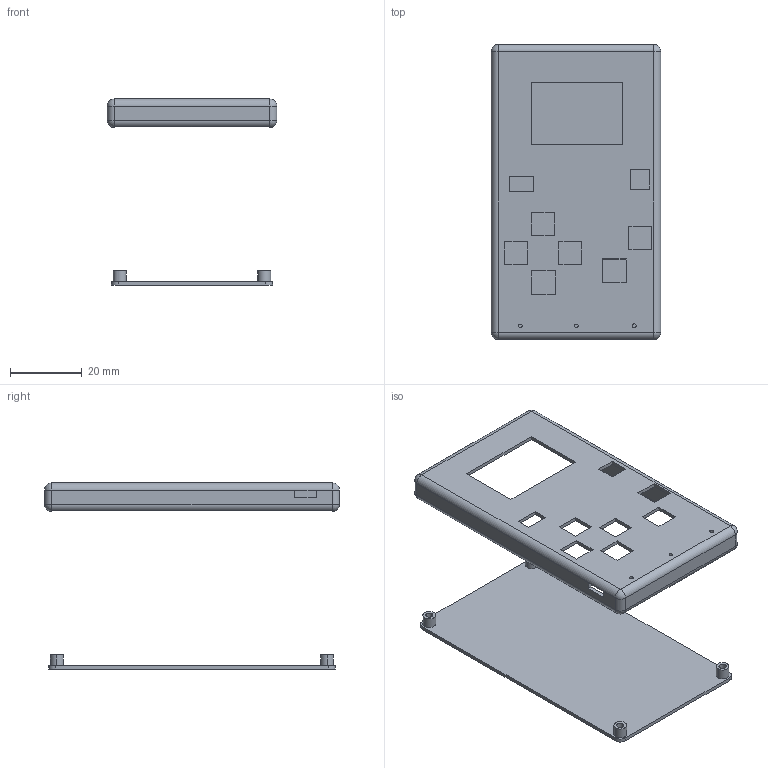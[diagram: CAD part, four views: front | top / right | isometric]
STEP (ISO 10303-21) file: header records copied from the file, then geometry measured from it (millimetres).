
FILE_DESCRIPTION (( 'STEP AP214' ), '1' );
FILE_NAME ('Õý·´ÃæV2.STEP', '2018-10-29T16:52:40', ( '' ), ( '' ), 'SwSTEP 2.0', 'SolidWorks 2013', '' );
FILE_SCHEMA (( 'AUTOMOTIVE_DESIGN' ));
Length unit declared in the file: millimetre
Products named in the file (1): 淏毀醱V2
Bounding box: 47.4 x 82.4 x 52 mm (x, y, z)
Volume: 8248.6 mm3; surface area: 17686.8 mm2
Topology: 2 solids, 2 shells, 162 faces, 404 edges, 256 vertices
Faces by surface type: plane 80, cylinder 74, sphere 8
Entity records: 4923 total; most frequent: CARTESIAN_POINT 875, DIRECTION 854, ORIENTED_EDGE 792, EDGE_CURVE 396, AXIS2_PLACEMENT_3D 307, VERTEX_POINT 256, VECTOR 240, LINE 240
